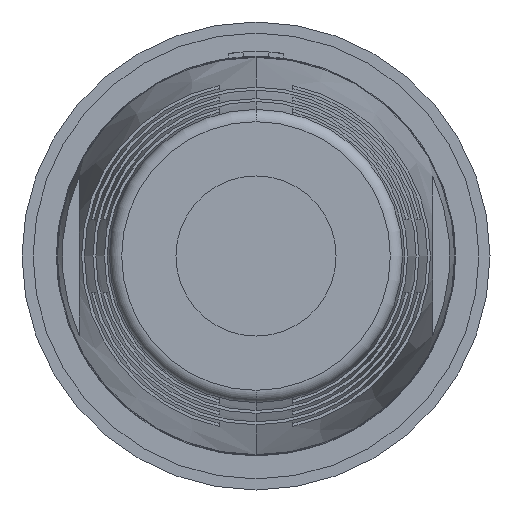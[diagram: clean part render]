
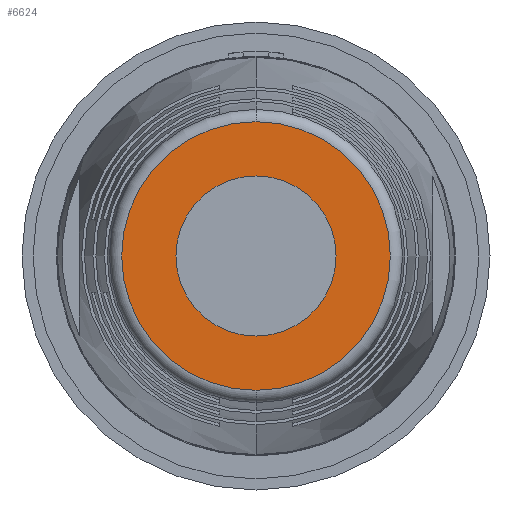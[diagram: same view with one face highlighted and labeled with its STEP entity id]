
A CAD part, front view. The second image highlights one B-rep face of the part: STEP entity #6624.
In plain terms, the highlighted planar face has unit normal (0, -1, 0).
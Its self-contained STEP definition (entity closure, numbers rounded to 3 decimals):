
#220 = DIRECTION ( 'NONE',  ( 0., 1., 0. ) ) ;
#657 = DIRECTION ( 'NONE',  ( 0., 0., 1. ) ) ;
#1500 = VERTEX_POINT ( 'NONE', #4957 ) ;
#1783 = EDGE_CURVE ( 'NONE', #15684, #1500, #6739, .T. ) ;
#2211 = AXIS2_PLACEMENT_3D ( 'NONE', #16379, #8586, #657 ) ;
#2492 = CARTESIAN_POINT ( 'NONE',  ( -3.25, -52.9, 0. ) ) ;
#2708 = CIRCLE ( 'NONE', #10958, 5.455 ) ;
#2841 = CIRCLE ( 'NONE', #2211, 3.25 ) ;
#3521 = EDGE_CURVE ( 'NONE', #9629, #4310, #2841, .T. ) ;
#4310 = VERTEX_POINT ( 'NONE', #7158 ) ;
#4863 = DIRECTION ( 'NONE',  ( 0., 0., 1. ) ) ;
#4957 = CARTESIAN_POINT ( 'NONE',  ( 0., -52.9, -5.455 ) ) ;
#5086 = AXIS2_PLACEMENT_3D ( 'NONE', #9569, #10846, #4863 ) ;
#5416 = AXIS2_PLACEMENT_3D ( 'NONE', #14629, #220, #9461 ) ;
#5591 = EDGE_CURVE ( 'NONE', #4310, #9629, #10087, .T. ) ;
#5645 = EDGE_CURVE ( 'NONE', #1500, #15684, #2708, .T. ) ;
#5895 = DIRECTION ( 'NONE',  ( 0., 1., 0. ) ) ;
#6582 = ORIENTED_EDGE ( 'NONE', *, *, #3521, .T. ) ;
#6624 = ADVANCED_FACE ( 'NONE', ( #9345, #15860 ), #8163, .F. ) ;
#6739 = CIRCLE ( 'NONE', #5086, 5.455 ) ;
#7158 = CARTESIAN_POINT ( 'NONE',  ( 3.25, -52.9, 0. ) ) ;
#7770 = ORIENTED_EDGE ( 'NONE', *, *, #1783, .F. ) ;
#7915 = DIRECTION ( 'NONE',  ( 0., 1., 0. ) ) ;
#8163 = PLANE ( 'NONE',  #5416 ) ;
#8586 = DIRECTION ( 'NONE',  ( 0., 1., 0. ) ) ;
#8664 = AXIS2_PLACEMENT_3D ( 'NONE', #13660, #5895, #14957 ) ;
#9345 = FACE_BOUND ( 'NONE', #9772, .T. ) ;
#9376 = ORIENTED_EDGE ( 'NONE', *, *, #5591, .T. ) ;
#9461 = DIRECTION ( 'NONE',  ( 0., 0., 1. ) ) ;
#9569 = CARTESIAN_POINT ( 'NONE',  ( 0., -52.9, 0. ) ) ;
#9629 = VERTEX_POINT ( 'NONE', #2492 ) ;
#9772 = EDGE_LOOP ( 'NONE', ( #6582, #9376 ) ) ;
#10087 = CIRCLE ( 'NONE', #8664, 3.25 ) ;
#10846 = DIRECTION ( 'NONE',  ( 0., 1., 0. ) ) ;
#10958 = AXIS2_PLACEMENT_3D ( 'NONE', #15685, #7915, #16992 ) ;
#12482 = EDGE_LOOP ( 'NONE', ( #7770, #13457 ) ) ;
#13457 = ORIENTED_EDGE ( 'NONE', *, *, #5645, .F. ) ;
#13660 = CARTESIAN_POINT ( 'NONE',  ( 0., -52.9, 0. ) ) ;
#13937 = CARTESIAN_POINT ( 'NONE',  ( 0., -52.9, 5.455 ) ) ;
#14629 = CARTESIAN_POINT ( 'NONE',  ( 0., -52.9, 0. ) ) ;
#14957 = DIRECTION ( 'NONE',  ( 0., 0., 1. ) ) ;
#15684 = VERTEX_POINT ( 'NONE', #13937 ) ;
#15685 = CARTESIAN_POINT ( 'NONE',  ( 0., -52.9, 0. ) ) ;
#15860 = FACE_OUTER_BOUND ( 'NONE', #12482, .T. ) ;
#16379 = CARTESIAN_POINT ( 'NONE',  ( 0., -52.9, 0. ) ) ;
#16992 = DIRECTION ( 'NONE',  ( 0., 0., 1. ) ) ;
